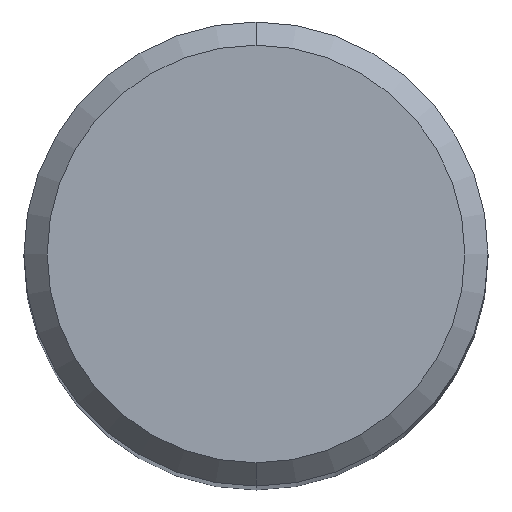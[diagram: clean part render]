
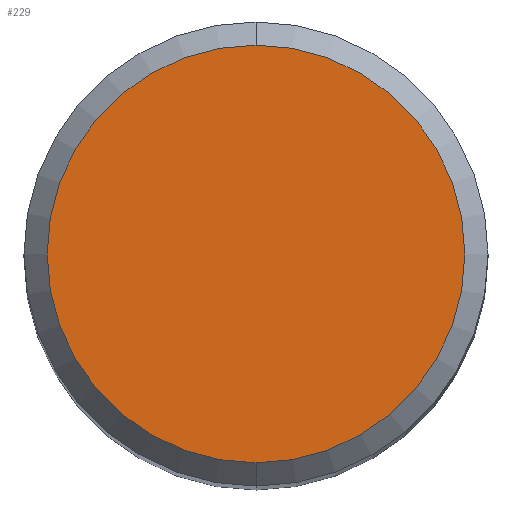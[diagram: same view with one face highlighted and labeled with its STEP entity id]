
A CAD part, top view. The second image highlights one B-rep face of the part: STEP entity #229.
In plain terms, the highlighted planar face has unit normal (0, 0, 1).
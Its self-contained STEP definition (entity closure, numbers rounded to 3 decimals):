
#197=VERTEX_POINT('',#506);
#229=ADVANCED_FACE('',(#539),#540,.T.);
#281=EDGE_CURVE('',#367,#197,#597,.T.);
#367=VERTEX_POINT('',#692);
#435=EDGE_CURVE('',#197,#367,#768,.T.);
#506=CARTESIAN_POINT('',(0.0,5.4,0.0));
#539=FACE_OUTER_BOUND('',#947,.T.);
#540=PLANE('',#948);
#597=CIRCLE('',#1063,5.4);
#692=CARTESIAN_POINT('',(0.,-5.4,0.0));
#768=CIRCLE('',#1431,5.4);
#947=EDGE_LOOP('',(#1547,#1548));
#948=AXIS2_PLACEMENT_3D('',#1549,#1550,#1551);
#1063=AXIS2_PLACEMENT_3D('',#1613,#1614,#1615);
#1431=AXIS2_PLACEMENT_3D('',#1821,#1822,#1823);
#1547=ORIENTED_EDGE('',*,*,#435,.F.);
#1548=ORIENTED_EDGE('',*,*,#281,.F.);
#1549=CARTESIAN_POINT('',(0.0,2.7,0.0));
#1550=DIRECTION('',(-0.0,0.0,1.0));
#1551=DIRECTION('',(0.0,-1.0,0.0));
#1613=CARTESIAN_POINT('',(0.0,0.0,0.0));
#1614=DIRECTION('',(0.0,0.0,-1.0));
#1615=DIRECTION('',(0.0,1.0,0.0));
#1821=CARTESIAN_POINT('',(0.0,0.0,0.0));
#1822=DIRECTION('',(0.0,0.0,-1.0));
#1823=DIRECTION('',(0.0,1.0,0.0));
